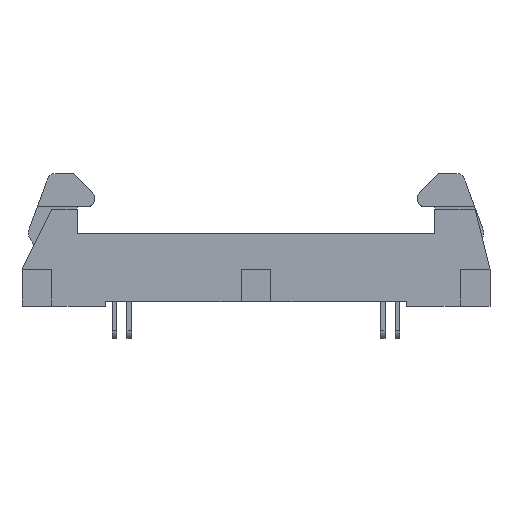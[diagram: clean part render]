
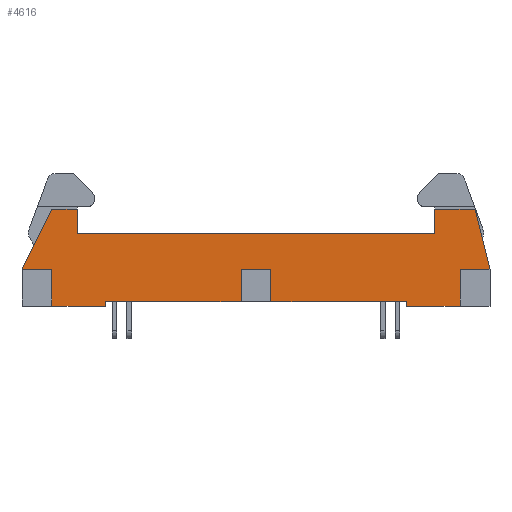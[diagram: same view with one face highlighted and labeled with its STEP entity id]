
A CAD part, top view. The second image highlights one B-rep face of the part: STEP entity #4616.
In plain terms, the highlighted planar face has unit normal (0, 0, 1).
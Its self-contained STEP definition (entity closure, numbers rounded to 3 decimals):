
#160=FACE_OUTER_BOUND($,#401,.T.);
#401=EDGE_LOOP($,(#3319,#3320,#3321,#3322,#3323,#3324,#3325,#3326,#3327,
#3328,#3329,#3330,#3331,#3332,#3333,#3334,#3335,#3336,#3337,#3338));
#579=LINE($,#6312,#1212);
#582=LINE($,#6319,#1215);
#588=LINE($,#6330,#1221);
#626=LINE($,#6411,#1259);
#632=LINE($,#6422,#1265);
#635=LINE($,#6430,#1268);
#643=LINE($,#6447,#1276);
#647=LINE($,#6453,#1280);
#717=LINE($,#6609,#1350);
#721=LINE($,#6618,#1354);
#724=LINE($,#6624,#1357);
#728=LINE($,#6631,#1361);
#783=LINE($,#6755,#1416);
#784=LINE($,#6757,#1417);
#785=LINE($,#6759,#1418);
#786=LINE($,#6761,#1419);
#787=LINE($,#6763,#1420);
#788=LINE($,#6764,#1421);
#789=LINE($,#6765,#1422);
#790=LINE($,#6766,#1423);
#1212=VECTOR($,#5096,2.159);
#1215=VECTOR($,#5101,2.032);
#1221=VECTOR($,#5109,5.725);
#1259=VECTOR($,#5161,2.54);
#1265=VECTOR($,#5169,3.124);
#1268=VECTOR($,#5176,2.54);
#1276=VECTOR($,#5188,2.54);
#1280=VECTOR($,#5194,3.124);
#1350=VECTOR($,#5334,0.381);
#1354=VECTOR($,#5340,0.381);
#1357=VECTOR($,#5345,11.557);
#1361=VECTOR($,#5349,11.557);
#1416=VECTOR($,#5464,4.572);
#1417=VECTOR($,#5467,4.572);
#1418=VECTOR($,#5468,5.286);
#1419=VECTOR($,#5469,3.429);
#1420=VECTOR($,#5470,2.032);
#1421=VECTOR($,#5471,30.48);
#1422=VECTOR($,#5472,2.743);
#1423=VECTOR($,#5473,2.743);
#1842=VERTEX_POINT($,#6304);
#1845=VERTEX_POINT($,#6310);
#1848=VERTEX_POINT($,#6318);
#1852=VERTEX_POINT($,#6328);
#1887=VERTEX_POINT($,#6409);
#1888=VERTEX_POINT($,#6410);
#1891=VERTEX_POINT($,#6418);
#1894=VERTEX_POINT($,#6428);
#1895=VERTEX_POINT($,#6429);
#1902=VERTEX_POINT($,#6446);
#1903=VERTEX_POINT($,#6451);
#1953=VERTEX_POINT($,#6606);
#1954=VERTEX_POINT($,#6608);
#1957=VERTEX_POINT($,#6615);
#1958=VERTEX_POINT($,#6617);
#1960=VERTEX_POINT($,#6623);
#1963=VERTEX_POINT($,#6629);
#2003=VERTEX_POINT($,#6758);
#2004=VERTEX_POINT($,#6760);
#2005=VERTEX_POINT($,#6762);
#2293=EDGE_CURVE($,#1845,#1842,#579,.T.);
#2296=EDGE_CURVE($,#1842,#1848,#582,.T.);
#2302=EDGE_CURVE($,#1852,#1845,#588,.T.);
#2340=EDGE_CURVE($,#1887,#1888,#626,.T.);
#2346=EDGE_CURVE($,#1887,#1891,#632,.T.);
#2349=EDGE_CURVE($,#1894,#1895,#635,.T.);
#2357=EDGE_CURVE($,#1852,#1902,#643,.T.);
#2361=EDGE_CURVE($,#1902,#1903,#647,.T.);
#2439=EDGE_CURVE($,#1953,#1954,#717,.T.);
#2443=EDGE_CURVE($,#1957,#1958,#721,.T.);
#2446=EDGE_CURVE($,#1958,#1960,#724,.T.);
#2450=EDGE_CURVE($,#1963,#1953,#728,.T.);
#2513=EDGE_CURVE($,#1954,#1903,#783,.T.);
#2514=EDGE_CURVE($,#1891,#1957,#784,.T.);
#2515=EDGE_CURVE($,#2003,#1888,#785,.T.);
#2516=EDGE_CURVE($,#2004,#2003,#786,.T.);
#2517=EDGE_CURVE($,#2005,#2004,#787,.T.);
#2518=EDGE_CURVE($,#1848,#2005,#788,.T.);
#2519=EDGE_CURVE($,#1894,#1963,#789,.T.);
#2520=EDGE_CURVE($,#1895,#1960,#790,.T.);
#3319=ORIENTED_EDGE($,*,*,#2446,.F.);
#3320=ORIENTED_EDGE($,*,*,#2443,.F.);
#3321=ORIENTED_EDGE($,*,*,#2514,.F.);
#3322=ORIENTED_EDGE($,*,*,#2346,.F.);
#3323=ORIENTED_EDGE($,*,*,#2340,.T.);
#3324=ORIENTED_EDGE($,*,*,#2515,.F.);
#3325=ORIENTED_EDGE($,*,*,#2516,.F.);
#3326=ORIENTED_EDGE($,*,*,#2517,.F.);
#3327=ORIENTED_EDGE($,*,*,#2518,.F.);
#3328=ORIENTED_EDGE($,*,*,#2296,.F.);
#3329=ORIENTED_EDGE($,*,*,#2293,.F.);
#3330=ORIENTED_EDGE($,*,*,#2302,.F.);
#3331=ORIENTED_EDGE($,*,*,#2357,.T.);
#3332=ORIENTED_EDGE($,*,*,#2361,.T.);
#3333=ORIENTED_EDGE($,*,*,#2513,.F.);
#3334=ORIENTED_EDGE($,*,*,#2439,.F.);
#3335=ORIENTED_EDGE($,*,*,#2450,.F.);
#3336=ORIENTED_EDGE($,*,*,#2519,.F.);
#3337=ORIENTED_EDGE($,*,*,#2349,.T.);
#3338=ORIENTED_EDGE($,*,*,#2520,.T.);
#4391=PLANE($,#4882);
#4616=ADVANCED_FACE($,(#160),#4391,.F.);
#4882=AXIS2_PLACEMENT_3D($,#6756,#5465,#5466);
#5096=DIRECTION($,(1.,0.,0.));
#5101=DIRECTION($,(0.,-1.,0.));
#5109=DIRECTION($,(0.444,0.896,0.));
#5161=DIRECTION($,(1.,0.,0.));
#5169=DIRECTION($,(0.,-1.,0.));
#5176=DIRECTION($,(1.,0.,0.));
#5188=DIRECTION($,(1.,0.,0.));
#5194=DIRECTION($,(0.,-1.,0.));
#5334=DIRECTION($,(0.,-1.,0.));
#5340=DIRECTION($,(0.,1.,0.));
#5345=DIRECTION($,(-1.,0.,0.));
#5349=DIRECTION($,(-1.,0.,0.));
#5464=DIRECTION($,(-1.,0.,0.));
#5465=DIRECTION('center_axis',(0.,0.,
-1.));
#5466=DIRECTION('ref_axis',(-1.,0.,0.));
#5467=DIRECTION($,(-1.,0.,0.));
#5468=DIRECTION($,(0.24,-0.971,0.));
#5469=DIRECTION($,(1.,0.,0.));
#5470=DIRECTION($,(0.,1.,0.));
#5471=DIRECTION($,(1.,0.,0.));
#5472=DIRECTION($,(0.,-1.,0.));
#5473=DIRECTION($,(0.,-1.,0.));
#6304=CARTESIAN_POINT('',(-15.24,10.16,6.172));
#6310=CARTESIAN_POINT('',(-17.399,10.16,6.172));
#6312=CARTESIAN_POINT($,(-17.399,10.16,6.172));
#6318=CARTESIAN_POINT('',(-15.24,8.128,6.172));
#6319=CARTESIAN_POINT($,(-15.24,10.16,6.172));
#6328=CARTESIAN_POINT('',(-19.939,5.029,6.172));
#6330=CARTESIAN_POINT($,(-19.939,5.029,6.172));
#6409=CARTESIAN_POINT('',(17.399,5.029,6.172));
#6410=CARTESIAN_POINT('',(19.939,5.029,6.172));
#6411=CARTESIAN_POINT($,(0.,5.029,6.172));
#6418=CARTESIAN_POINT('',(17.399,1.905,6.172));
#6422=CARTESIAN_POINT($,(17.399,5.029,6.172));
#6428=CARTESIAN_POINT('',(-1.27,5.029,6.172));
#6429=CARTESIAN_POINT('',(1.27,5.029,6.172));
#6430=CARTESIAN_POINT($,(0.,5.029,6.172));
#6446=CARTESIAN_POINT('',(-17.399,5.029,6.172));
#6447=CARTESIAN_POINT($,(0.,5.029,6.172));
#6451=CARTESIAN_POINT('',(-17.399,1.905,6.172));
#6453=CARTESIAN_POINT($,(-17.399,5.029,6.172));
#6606=CARTESIAN_POINT('',(-12.827,2.286,6.172));
#6608=CARTESIAN_POINT('',(-12.827,1.905,6.172));
#6609=CARTESIAN_POINT($,(-12.827,1.905,6.172));
#6615=CARTESIAN_POINT('',(12.827,1.905,6.172));
#6617=CARTESIAN_POINT('',(12.827,2.286,6.172));
#6618=CARTESIAN_POINT($,(12.827,1.905,6.172));
#6623=CARTESIAN_POINT('',(1.27,2.286,6.172));
#6624=CARTESIAN_POINT($,(0.,2.286,6.172));
#6629=CARTESIAN_POINT('',(-1.27,2.286,6.172));
#6631=CARTESIAN_POINT($,(0.,2.286,6.172));
#6755=CARTESIAN_POINT($,(19.939,1.905,6.172));
#6756=CARTESIAN_POINT('Origin',(0.,1.905,6.172));
#6757=CARTESIAN_POINT($,(19.939,1.905,6.172));
#6758=CARTESIAN_POINT('',(18.669,10.16,6.172));
#6759=CARTESIAN_POINT($,(18.669,10.16,6.172));
#6760=CARTESIAN_POINT('',(15.24,10.16,6.172));
#6761=CARTESIAN_POINT($,(15.24,10.16,6.172));
#6762=CARTESIAN_POINT('',(15.24,8.128,6.172));
#6763=CARTESIAN_POINT($,(15.24,8.128,6.172));
#6764=CARTESIAN_POINT($,(-15.24,8.128,6.172));
#6765=CARTESIAN_POINT($,(-1.27,5.029,6.172));
#6766=CARTESIAN_POINT($,(1.27,5.029,6.172));
